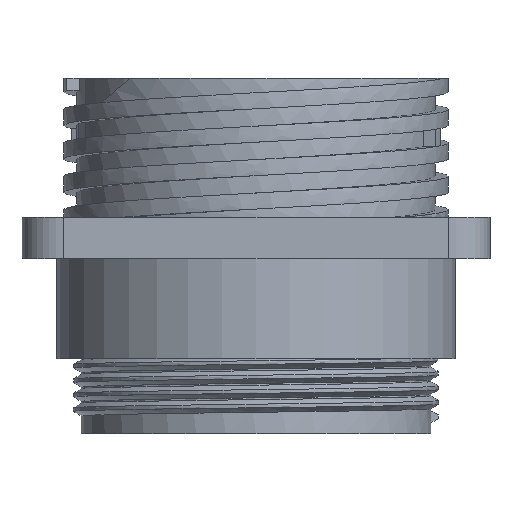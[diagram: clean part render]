
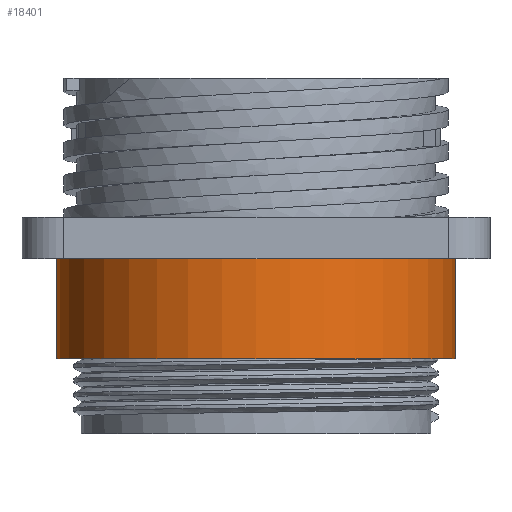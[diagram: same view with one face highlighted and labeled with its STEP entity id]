
A CAD part, left-side view. The second image highlights one B-rep face of the part: STEP entity #18401.
In plain terms, the highlighted cylindrical face has radius 18.923 mm (diameter 37.846 mm), a partial arc.
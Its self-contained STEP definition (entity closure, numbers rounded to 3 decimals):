
#5456=CARTESIAN_POINT('',(0.,0.,-17.17));
#5457=DIRECTION('',(0.,0.,1.));
#5458=DIRECTION('',(0.933,0.36,0.));
#5459=AXIS2_PLACEMENT_3D('',#5456,#5457,#5458);
#5461=DIRECTION('',(0.,0.,-1.));
#5462=VECTOR('',#5461,9.5);
#5463=CARTESIAN_POINT('',(17.653,-6.816,-17.17));
#5464=LINE('',#5463,#5462);
#5465=CARTESIAN_POINT('',(0.,0.,-26.67));
#5466=DIRECTION('',(0.,0.,-1.));
#5467=DIRECTION('',(0.933,-0.36,0.));
#5468=AXIS2_PLACEMENT_3D('',#5465,#5466,#5467);
#5470=DIRECTION('',(0.,0.,-1.));
#5471=VECTOR('',#5470,9.5);
#5472=CARTESIAN_POINT('',(17.653,6.816,-17.17));
#5473=LINE('',#5472,#5471);
#10784=CARTESIAN_POINT('',(17.653,-6.816,-26.67));
#10785=CARTESIAN_POINT('',(17.653,6.816,-26.67));
#10786=VERTEX_POINT('',#10784);
#10787=VERTEX_POINT('',#10785);
#10788=CARTESIAN_POINT('',(17.653,6.816,-17.17));
#10789=VERTEX_POINT('',#10788);
#10790=CARTESIAN_POINT('',(17.653,-6.816,-17.17));
#10791=VERTEX_POINT('',#10790);
#18387=CARTESIAN_POINT('',(0.,0.,1.689));
#18388=DIRECTION('',(0.,0.,-1.));
#18389=DIRECTION('',(0.,-1.,0.));
#18390=AXIS2_PLACEMENT_3D('',#18387,#18388,#18389);
#18391=CYLINDRICAL_SURFACE('',#18390,18.923);
#18392=ORIENTED_EDGE('',*,*,#18276,.T.);
#18394=ORIENTED_EDGE('',*,*,#18393,.T.);
#18396=ORIENTED_EDGE('',*,*,#18395,.T.);
#18398=ORIENTED_EDGE('',*,*,#18397,.F.);
#18399=EDGE_LOOP('',(#18392,#18394,#18396,#18398));
#18400=FACE_OUTER_BOUND('',#18399,.F.);
#5460=CIRCLE('',#5459,18.923);
#5469=CIRCLE('',#5468,18.923);
#18276=EDGE_CURVE('',#10789,#10791,#5460,.T.);
#18393=EDGE_CURVE('',#10791,#10786,#5464,.T.);
#18395=EDGE_CURVE('',#10786,#10787,#5469,.T.);
#18397=EDGE_CURVE('',#10789,#10787,#5473,.T.);
#18401=ADVANCED_FACE('',(#18400),#18391,.T.);
